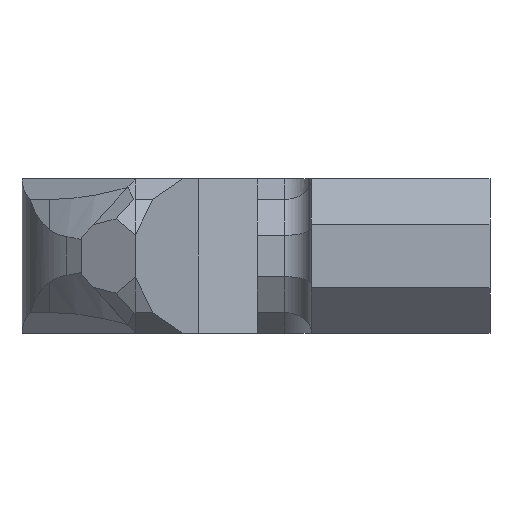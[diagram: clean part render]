
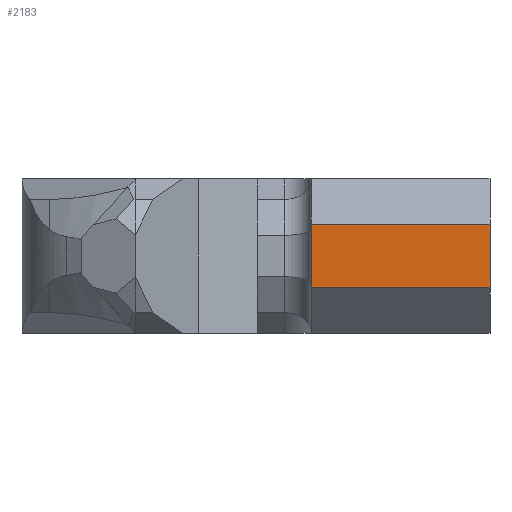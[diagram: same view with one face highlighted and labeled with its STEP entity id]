
A CAD part, front view. The second image highlights one B-rep face of the part: STEP entity #2183.
In plain terms, the highlighted planar face has unit normal (0, -1, 0).
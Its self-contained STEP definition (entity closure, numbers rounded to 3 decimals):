
#214=LINE('',#3582,#444);
#267=LINE('',#3694,#497);
#271=LINE('',#3703,#501);
#272=LINE('',#3705,#502);
#444=VECTOR('',#2835,10.);
#497=VECTOR('',#2942,10.);
#501=VECTOR('',#2956,10.);
#502=VECTOR('',#2959,10.);
#646=PLANE('',#2387);
#764=FACE_OUTER_BOUND('',#882,.T.);
#882=EDGE_LOOP('',(#1991,#1992,#1993,#1994));
#1086=VERTEX_POINT('',#3579);
#1087=VERTEX_POINT('',#3581);
#1118=VERTEX_POINT('',#3691);
#1119=VERTEX_POINT('',#3693);
#1363=EDGE_CURVE('',#1087,#1086,#214,.T.);
#1420=EDGE_CURVE('',#1118,#1119,#267,.T.);
#1424=EDGE_CURVE('',#1086,#1119,#271,.T.);
#1425=EDGE_CURVE('',#1087,#1118,#272,.T.);
#1991=ORIENTED_EDGE('',*,*,#1363,.T.);
#1992=ORIENTED_EDGE('',*,*,#1424,.T.);
#1993=ORIENTED_EDGE('',*,*,#1420,.F.);
#1994=ORIENTED_EDGE('',*,*,#1425,.F.);
#2183=ADVANCED_FACE('',(#764),#646,.T.);
#2387=AXIS2_PLACEMENT_3D('',#3704,#2957,#2958);
#2835=DIRECTION('',(0.,0.,-1.));
#2942=DIRECTION('',(0.,0.,-1.));
#2956=DIRECTION('',(1.,0.,0.));
#2957=DIRECTION('center_axis',(0.,-1.,0.));
#2958=DIRECTION('ref_axis',(0.,0.,-1.));
#2959=DIRECTION('',(1.,0.,0.));
#3579=CARTESIAN_POINT('',(0.,-18.4,-0.681));
#3581=CARTESIAN_POINT('',(0.,-18.4,1.681));
#3582=CARTESIAN_POINT('',(0.,-18.4,1.681));
#3691=CARTESIAN_POINT('',(6.6,-18.4,1.681));
#3693=CARTESIAN_POINT('',(6.6,-18.4,-0.681));
#3694=CARTESIAN_POINT('',(6.6,-18.4,1.681));
#3703=CARTESIAN_POINT('',(0.,-18.4,-0.681));
#3704=CARTESIAN_POINT('Origin',(0.,-18.4,1.681));
#3705=CARTESIAN_POINT('',(0.,-18.4,1.681));
